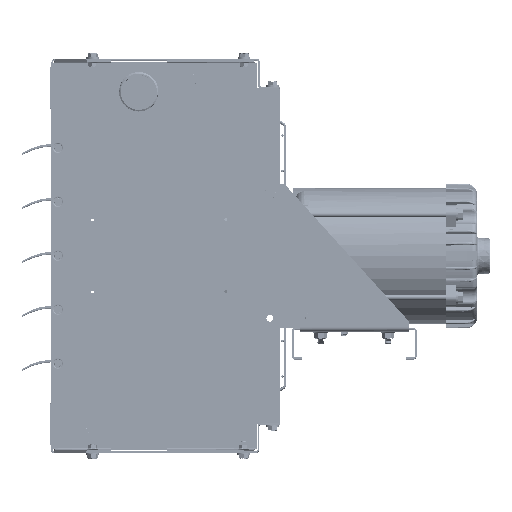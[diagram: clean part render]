
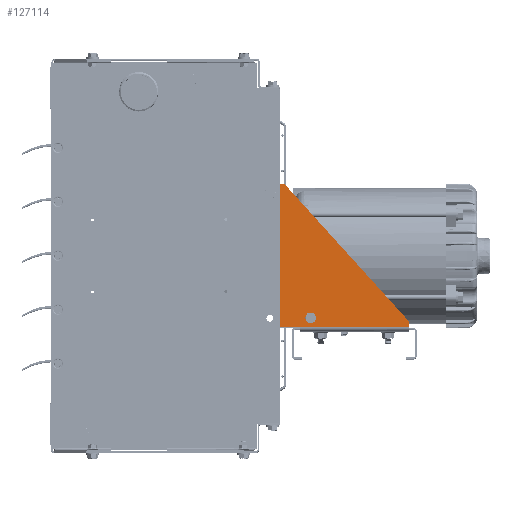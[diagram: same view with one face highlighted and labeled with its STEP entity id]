
A CAD part, top view. The second image highlights one B-rep face of the part: STEP entity #127114.
In plain terms, the highlighted planar face has unit normal (0, 0, 1).
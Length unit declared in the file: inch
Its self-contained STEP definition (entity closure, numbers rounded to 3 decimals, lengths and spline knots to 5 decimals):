
#1819 = VERTEX_POINT ( 'NONE', #187472 ) ;
#3158 = EDGE_LOOP ( 'NONE', ( #45844, #32334 ) ) ;
#3505 = VERTEX_POINT ( 'NONE', #70070 ) ;
#3992 = LINE ( 'NONE', #67650, #117865 ) ;
#14602 = DIRECTION ( 'NONE',  ( 0., 0., 1. ) ) ;
#14621 = DIRECTION ( 'NONE',  ( 0., 0., 1. ) ) ;
#16742 = ORIENTED_EDGE ( 'NONE', *, *, #121627, .F. ) ;
#19683 = LINE ( 'NONE', #125691, #36964 ) ;
#20495 = AXIS2_PLACEMENT_3D ( 'NONE', #103736, #14621, #118392 ) ;
#22090 = LINE ( 'NONE', #182049, #82915 ) ;
#22743 = AXIS2_PLACEMENT_3D ( 'NONE', #69227, #170677, #84001 ) ;
#23717 = VERTEX_POINT ( 'NONE', #163969 ) ;
#27752 = EDGE_CURVE ( 'NONE', #3505, #42521, #19683, .T. ) ;
#29466 = VERTEX_POINT ( 'NONE', #43284 ) ;
#31480 = VECTOR ( 'NONE', #140756, 39.37008 ) ;
#32334 = ORIENTED_EDGE ( 'NONE', *, *, #116354, .F. ) ;
#34236 = VERTEX_POINT ( 'NONE', #54048 ) ;
#36964 = VECTOR ( 'NONE', #125554, 39.37008 ) ;
#37681 = FACE_BOUND ( 'NONE', #3158, .T. ) ;
#42521 = VERTEX_POINT ( 'NONE', #170130 ) ;
#43284 = CARTESIAN_POINT ( 'NONE',  ( 5.88096, -3.446, 8.02298 ) ) ;
#43377 = VERTEX_POINT ( 'NONE', #167261 ) ;
#43555 = VERTEX_POINT ( 'NONE', #75309 ) ;
#45844 = ORIENTED_EDGE ( 'NONE', *, *, #137569, .F. ) ;
#48898 = VERTEX_POINT ( 'NONE', #107979 ) ;
#54048 = CARTESIAN_POINT ( 'NONE',  ( 5.88096, 3.469, 8.02298 ) ) ;
#60298 = VECTOR ( 'NONE', #103356, 39.37008 ) ;
#64959 = ORIENTED_EDGE ( 'NONE', *, *, #139723, .T. ) ;
#66397 = CARTESIAN_POINT ( 'NONE',  ( 13.00596, -3.156, 8.02298 ) ) ;
#67650 = CARTESIAN_POINT ( 'NONE',  ( 5.88096, -3.656, 8.02298 ) ) ;
#69143 = DIRECTION ( 'NONE',  ( -0.671, 0.741, 0. ) ) ;
#69227 = CARTESIAN_POINT ( 'NONE',  ( 6.31846, 3., 8.02298 ) ) ;
#70070 = CARTESIAN_POINT ( 'NONE',  ( 13.00596, -3.446, 8.02298 ) ) ;
#71402 = LINE ( 'NONE', #140608, #31480 ) ;
#71473 = EDGE_CURVE ( 'NONE', #29466, #42521, #71402, .T. ) ;
#72221 = AXIS2_PLACEMENT_3D ( 'NONE', #103715, #14602, #118372 ) ;
#72627 = DIRECTION ( 'NONE',  ( 0., 0., 1. ) ) ;
#75309 = CARTESIAN_POINT ( 'NONE',  ( 6.50596, 3., 8.02298 ) ) ;
#75408 = EDGE_CURVE ( 'NONE', #43377, #34236, #104120, .T. ) ;
#77471 = FACE_OUTER_BOUND ( 'NONE', #108191, .T. ) ;
#78862 = ORIENTED_EDGE ( 'NONE', *, *, #141835, .F. ) ;
#79517 = ORIENTED_EDGE ( 'NONE', *, *, #75408, .T. ) ;
#80631 = DIRECTION ( 'NONE',  ( 0., 1., 0. ) ) ;
#82915 = VECTOR ( 'NONE', #80631, 39.37008 ) ;
#83864 = DIRECTION ( 'NONE',  ( 0., 0., 1. ) ) ;
#83934 = CARTESIAN_POINT ( 'NONE',  ( 13.25474, -3.43069, 8.02298 ) ) ;
#84001 = DIRECTION ( 'NONE',  ( 1., 0., 0. ) ) ;
#88413 = CIRCLE ( 'NONE', #152504, 0.1875 ) ;
#100845 = PLANE ( 'NONE',  #119515 ) ;
#100914 = VECTOR ( 'NONE', #69143, 39.37008 ) ;
#103356 = DIRECTION ( 'NONE',  ( -1., 0., 0. ) ) ;
#103586 = CARTESIAN_POINT ( 'NONE',  ( 13.00596, 3.469, 8.02298 ) ) ;
#103715 = CARTESIAN_POINT ( 'NONE',  ( 6.31846, -3., 8.02298 ) ) ;
#103736 = CARTESIAN_POINT ( 'NONE',  ( 6.31846, 3., 8.02298 ) ) ;
#104120 = LINE ( 'NONE', #103586, #60298 ) ;
#104628 = EDGE_CURVE ( 'NONE', #169234, #43377, #177811, .T. ) ;
#107979 = CARTESIAN_POINT ( 'NONE',  ( 6.13096, 3., 8.02298 ) ) ;
#108191 = EDGE_LOOP ( 'NONE', ( #64959, #131880, #79517, #78862, #151524, #152254 ) ) ;
#116354 = EDGE_CURVE ( 'NONE', #23717, #1819, #153243, .T. ) ;
#116403 = FACE_BOUND ( 'NONE', #153226, .T. ) ;
#117865 = VECTOR ( 'NONE', #169185, 39.37008 ) ;
#118372 = DIRECTION ( 'NONE',  ( 1., 0., 0. ) ) ;
#118392 = DIRECTION ( 'NONE',  ( 1., 0., 0. ) ) ;
#119515 = AXIS2_PLACEMENT_3D ( 'NONE', #159493, #72627, #174058 ) ;
#121627 = EDGE_CURVE ( 'NONE', #43555, #48898, #128667, .T. ) ;
#121903 = EDGE_CURVE ( 'NONE', #48898, #43555, #128490, .T. ) ;
#125554 = DIRECTION ( 'NONE',  ( -1., 0., 0. ) ) ;
#125691 = CARTESIAN_POINT ( 'NONE',  ( 13.00596, -3.446, 8.02298 ) ) ;
#127114 = ADVANCED_FACE ( 'NONE', ( #116403, #37681, #77471 ), #100845, .T. ) ;
#128490 = CIRCLE ( 'NONE', #20495, 0.1875 ) ;
#128667 = CIRCLE ( 'NONE', #22743, 0.1875 ) ;
#131880 = ORIENTED_EDGE ( 'NONE', *, *, #104628, .T. ) ;
#137569 = EDGE_CURVE ( 'NONE', #1819, #23717, #88413, .T. ) ;
#139595 = ORIENTED_EDGE ( 'NONE', *, *, #121903, .F. ) ;
#139723 = EDGE_CURVE ( 'NONE', #3505, #169234, #22090, .T. ) ;
#140608 = CARTESIAN_POINT ( 'NONE',  ( 13.00596, -3.446, 8.02298 ) ) ;
#140756 = DIRECTION ( 'NONE',  ( 1., 0., 0. ) ) ;
#141835 = EDGE_CURVE ( 'NONE', #29466, #34236, #3992, .T. ) ;
#151524 = ORIENTED_EDGE ( 'NONE', *, *, #71473, .T. ) ;
#152254 = ORIENTED_EDGE ( 'NONE', *, *, #27752, .F. ) ;
#152504 = AXIS2_PLACEMENT_3D ( 'NONE', #170536, #83864, #185240 ) ;
#153226 = EDGE_LOOP ( 'NONE', ( #16742, #139595 ) ) ;
#153243 = CIRCLE ( 'NONE', #72221, 0.1875 ) ;
#159493 = CARTESIAN_POINT ( 'NONE',  ( 13.00596, -3.656, 8.02298 ) ) ;
#163969 = CARTESIAN_POINT ( 'NONE',  ( 6.13096, -3., 8.02298 ) ) ;
#167261 = CARTESIAN_POINT ( 'NONE',  ( 7.00596, 3.469, 8.02298 ) ) ;
#169185 = DIRECTION ( 'NONE',  ( 0., 1., 0. ) ) ;
#169234 = VERTEX_POINT ( 'NONE', #66397 ) ;
#170130 = CARTESIAN_POINT ( 'NONE',  ( 7.74631, -3.446, 8.02298 ) ) ;
#170536 = CARTESIAN_POINT ( 'NONE',  ( 6.31846, -3., 8.02298 ) ) ;
#170677 = DIRECTION ( 'NONE',  ( 0., 0., 1. ) ) ;
#174058 = DIRECTION ( 'NONE',  ( 1., 0., 0. ) ) ;
#177811 = LINE ( 'NONE', #83934, #100914 ) ;
#182049 = CARTESIAN_POINT ( 'NONE',  ( 13.00596, -3.656, 8.02298 ) ) ;
#185240 = DIRECTION ( 'NONE',  ( 1., 0., 0. ) ) ;
#187472 = CARTESIAN_POINT ( 'NONE',  ( 6.50596, -3., 8.02298 ) ) ;
